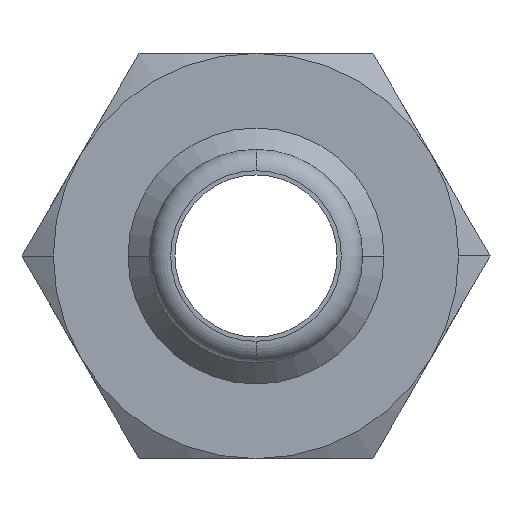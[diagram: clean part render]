
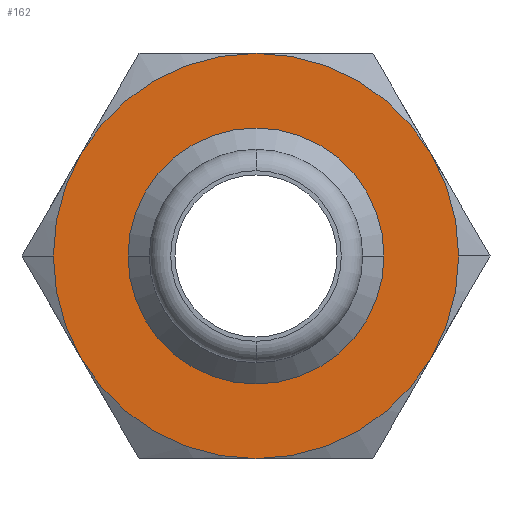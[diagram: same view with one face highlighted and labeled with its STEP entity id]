
A CAD part, front view. The second image highlights one B-rep face of the part: STEP entity #162.
In plain terms, the highlighted planar face has unit normal (0, -1, 0).
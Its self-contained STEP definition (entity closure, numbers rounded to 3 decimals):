
#162=ADVANCED_FACE('',(#323,#324),#325,.T.);
#323=FACE_OUTER_BOUND('',#478,.T.);
#324=FACE_BOUND('',#479,.T.);
#325=PLANE('',#480);
#478=EDGE_LOOP('',(#859,#860,#861,#862,#863,#864,#865,#866));
#479=EDGE_LOOP('',(#867,#868));
#480=AXIS2_PLACEMENT_3D('',#869,#870,#871);
#859=ORIENTED_EDGE('',*,*,#986,.F.);
#860=ORIENTED_EDGE('',*,*,#965,.F.);
#861=ORIENTED_EDGE('',*,*,#1030,.F.);
#862=ORIENTED_EDGE('',*,*,#1033,.F.);
#863=ORIENTED_EDGE('',*,*,#936,.F.);
#864=ORIENTED_EDGE('',*,*,#982,.F.);
#865=ORIENTED_EDGE('',*,*,#1020,.F.);
#866=ORIENTED_EDGE('',*,*,#1034,.F.);
#867=ORIENTED_EDGE('',*,*,#971,.F.);
#868=ORIENTED_EDGE('',*,*,#1011,.F.);
#869=CARTESIAN_POINT('',(4.75,20.0,0.0));
#870=DIRECTION('',(-0.0,-1.0,-0.0));
#871=DIRECTION('',(-1.0,0.0,0.0));
#936=EDGE_CURVE('',#1119,#1117,#1121,.T.);
#965=EDGE_CURVE('',#1082,#1164,#1165,.T.);
#971=EDGE_CURVE('',#1173,#1169,#1175,.T.);
#982=EDGE_CURVE('',#1188,#1119,#1190,.T.);
#986=EDGE_CURVE('',#1164,#1192,#1195,.T.);
#1011=EDGE_CURVE('',#1169,#1173,#1220,.T.);
#1020=EDGE_CURVE('',#1133,#1188,#1229,.T.);
#1030=EDGE_CURVE('',#1236,#1082,#1240,.T.);
#1033=EDGE_CURVE('',#1117,#1236,#1243,.T.);
#1034=EDGE_CURVE('',#1192,#1133,#1244,.T.);
#1082=VERTEX_POINT('',#1308);
#1117=VERTEX_POINT('',#1406);
#1119=VERTEX_POINT('',#1409);
#1121=CIRCLE('',#1422,9.5);
#1133=VERTEX_POINT('',#1469);
#1164=VERTEX_POINT('',#1569);
#1165=CIRCLE('',#1570,9.5);
#1169=VERTEX_POINT('',#1585);
#1173=VERTEX_POINT('',#1590);
#1175=CIRCLE('',#1593,6.0);
#1188=VERTEX_POINT('',#1619);
#1190=CIRCLE('',#1632,9.5);
#1192=VERTEX_POINT('',#1634);
#1195=CIRCLE('',#1649,9.5);
#1220=CIRCLE('',#1700,6.0);
#1229=CIRCLE('',#1711,9.5);
#1236=VERTEX_POINT('',#1718);
#1240=CIRCLE('',#1744,9.5);
#1243=CIRCLE('',#1747,9.5);
#1244=CIRCLE('',#1748,9.5);
#1308=CARTESIAN_POINT('',(0.,20.0,9.5));
#1406=CARTESIAN_POINT('',(-9.5,20.0,0.));
#1409=CARTESIAN_POINT('',(-8.227,20.0,-4.75));
#1422=AXIS2_PLACEMENT_3D('',#1819,#1820,#1821);
#1469=CARTESIAN_POINT('',(8.227,20.0,-4.75));
#1569=CARTESIAN_POINT('',(8.227,20.0,4.75));
#1570=AXIS2_PLACEMENT_3D('',#1848,#1849,#1850);
#1585=CARTESIAN_POINT('',(6.0,20.0,0.));
#1590=CARTESIAN_POINT('',(-6.0,20.0,0.));
#1593=AXIS2_PLACEMENT_3D('',#1856,#1857,#1858);
#1619=CARTESIAN_POINT('',(0.0,20.0,-9.5));
#1632=AXIS2_PLACEMENT_3D('',#1870,#1871,#1872);
#1634=CARTESIAN_POINT('',(9.5,20.0,0.));
#1649=AXIS2_PLACEMENT_3D('',#1874,#1875,#1876);
#1700=AXIS2_PLACEMENT_3D('',#1902,#1903,#1904);
#1711=AXIS2_PLACEMENT_3D('',#1910,#1911,#1912);
#1718=CARTESIAN_POINT('',(-8.227,20.0,4.75));
#1744=AXIS2_PLACEMENT_3D('',#1919,#1920,#1921);
#1747=AXIS2_PLACEMENT_3D('',#1922,#1923,#1924);
#1748=AXIS2_PLACEMENT_3D('',#1925,#1926,#1927);
#1819=CARTESIAN_POINT('',(0.0,20.0,0.0));
#1820=DIRECTION('',(-0.0,1.0,0.0));
#1821=DIRECTION('',(1.0,0.0,0.0));
#1848=CARTESIAN_POINT('',(0.0,20.0,0.0));
#1849=DIRECTION('',(-0.0,1.0,0.0));
#1850=DIRECTION('',(1.0,0.0,0.0));
#1856=CARTESIAN_POINT('',(0.0,20.0,0.0));
#1857=DIRECTION('',(0.0,-1.0,0.0));
#1858=DIRECTION('',(1.0,0.0,0.0));
#1870=CARTESIAN_POINT('',(0.0,20.0,0.0));
#1871=DIRECTION('',(-0.0,1.0,0.0));
#1872=DIRECTION('',(1.0,0.0,0.0));
#1874=CARTESIAN_POINT('',(0.0,20.0,0.0));
#1875=DIRECTION('',(-0.0,1.0,0.0));
#1876=DIRECTION('',(1.0,0.0,0.0));
#1902=CARTESIAN_POINT('',(0.0,20.0,0.0));
#1903=DIRECTION('',(0.0,-1.0,0.0));
#1904=DIRECTION('',(1.0,0.0,0.0));
#1910=CARTESIAN_POINT('',(0.0,20.0,0.0));
#1911=DIRECTION('',(-0.0,1.0,0.0));
#1912=DIRECTION('',(1.0,0.0,0.0));
#1919=CARTESIAN_POINT('',(0.0,20.0,0.0));
#1920=DIRECTION('',(-0.0,1.0,0.0));
#1921=DIRECTION('',(1.0,0.0,0.0));
#1922=CARTESIAN_POINT('',(0.0,20.0,0.0));
#1923=DIRECTION('',(-0.0,1.0,0.0));
#1924=DIRECTION('',(1.0,0.0,0.0));
#1925=CARTESIAN_POINT('',(0.0,20.0,0.0));
#1926=DIRECTION('',(-0.0,1.0,0.0));
#1927=DIRECTION('',(1.0,0.0,0.0));
